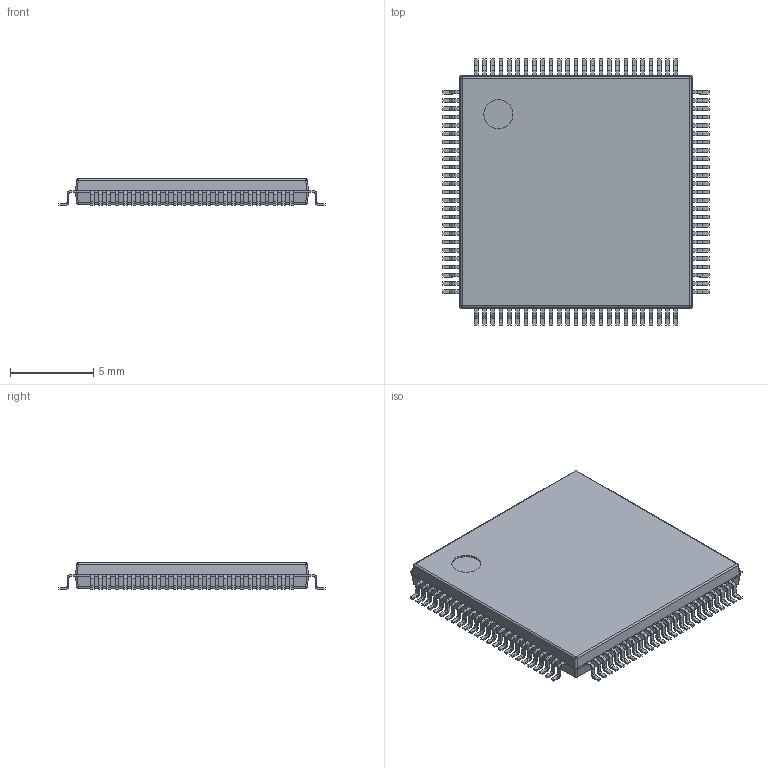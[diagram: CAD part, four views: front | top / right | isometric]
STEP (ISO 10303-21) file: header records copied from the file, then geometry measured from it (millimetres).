
FILE_DESCRIPTION(('Open CASCADE Model'),'2;1');
FILE_NAME('Open CASCADE Shape Model','2023-01-23T23:20:03',('Author'),( 'Open CASCADE'),'Open CASCADE STEP processor 7.5','Open CASCADE 7.5' ,'Unknown');
FILE_SCHEMA(('AUTOMOTIVE_DESIGN { 1 0 10303 214 1 1 1 1 }'));
Length unit declared in the file: millimetre
Products named in the file (6): TSQFP50P1600X1600X160-100N.step; Open CASCADE STEP translator 7.5 57.1; Body; Open CASCADE STEP translator 7.5 57.2.1; Leader
Assembly tree (103 placements, depth 3):
  TSQFP50P1600X1600X160-100N.step
    Open CASCADE STEP translator 7.5 57.1
    Body
      Open CASCADE STEP translator 7.5 57.2.1
    Leader  x50
    Leader  x50
Bounding box: 16 x 16 x 1.6 mm (x, y, z)
Volume: 303.9 mm3; surface area: 579 mm2
Topology: 101 solids, 102 shells, 2261 faces, 4524 edges, 2459 vertices
Faces by surface type: plane 1816, cylinder 429, bspline 8, sphere 8
Full cylindrical faces by diameter (mm): 1.75 x1
Entity records: 7373 total; most frequent: CARTESIAN_POINT 2563, DIRECTION 900, ORIENTED_EDGE 407, PCURVE 407, DEFINITIONAL_REPRESENTATION 407, LINE 401, VECTOR 401, AXIS2_PLACEMENT_3D 244
